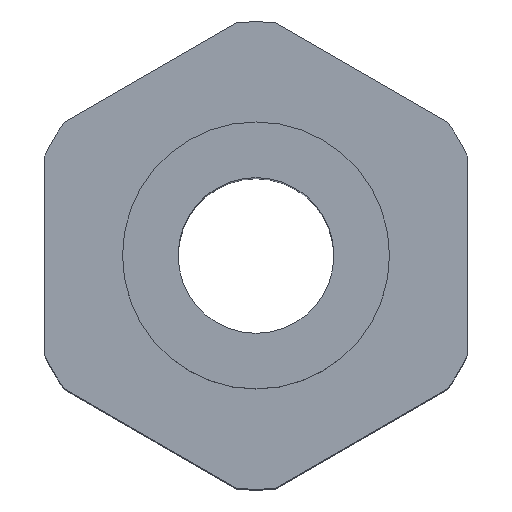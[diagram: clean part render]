
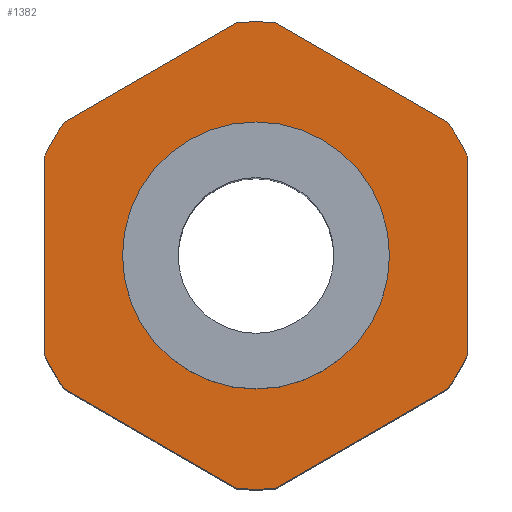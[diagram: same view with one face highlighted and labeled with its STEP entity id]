
A CAD part, top view. The second image highlights one B-rep face of the part: STEP entity #1382.
In plain terms, the highlighted planar face has unit normal (0, 0, 1).
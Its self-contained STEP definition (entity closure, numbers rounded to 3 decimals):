
#3 = CARTESIAN_POINT ( 'NONE',  ( -0.877, 10.463, 5.8 ) ) ;
#15 = FACE_OUTER_BOUND ( 'NONE', #192, .T. ) ;
#20 = EDGE_CURVE ( 'NONE', #149, #420, #659, .T. ) ;
#30 = AXIS2_PLACEMENT_3D ( 'NONE', #1619, #1124, #1158 ) ;
#31 = EDGE_CURVE ( 'NONE', #864, #353, #604, .T. ) ;
#80 = VECTOR ( 'NONE', #1278, 1000. ) ;
#82 = ORIENTED_EDGE ( 'NONE', *, *, #1417, .F. ) ;
#119 = DIRECTION ( 'NONE',  ( 1., 0., 0. ) ) ;
#124 = CARTESIAN_POINT ( 'NONE',  ( 0., -10.97, 5.8 ) ) ;
#127 = CARTESIAN_POINT ( 'NONE',  ( 8.623, 5.991, 5.8 ) ) ;
#149 = VERTEX_POINT ( 'NONE', #784 ) ;
#152 = EDGE_CURVE ( 'NONE', #1031, #482, #664, .T. ) ;
#157 = EDGE_LOOP ( 'NONE', ( #1674, #82 ) ) ;
#164 = AXIS2_PLACEMENT_3D ( 'NONE', #520, #376, #1238 ) ;
#183 = EDGE_CURVE ( 'NONE', #353, #762, #1331, .T. ) ;
#192 = EDGE_LOOP ( 'NONE', ( #208, #667, #492, #1711, #655, #1118, #297, #1502, #238, #869, #1346, #289 ) ) ;
#208 = ORIENTED_EDGE ( 'NONE', *, *, #518, .T. ) ;
#213 = VERTEX_POINT ( 'NONE', #1670 ) ;
#217 = DIRECTION ( 'NONE',  ( 0., 0., 1. ) ) ;
#221 = DIRECTION ( 'NONE',  ( 0., 0., 1. ) ) ;
#238 = ORIENTED_EDGE ( 'NONE', *, *, #31, .T. ) ;
#245 = CARTESIAN_POINT ( 'NONE',  ( 0., 0., 5.8 ) ) ;
#268 = CARTESIAN_POINT ( 'NONE',  ( -9.5, -5.485, 5.8 ) ) ;
#283 = CIRCLE ( 'NONE', #164, 6. ) ;
#289 = ORIENTED_EDGE ( 'NONE', *, *, #617, .T. ) ;
#293 = AXIS2_PLACEMENT_3D ( 'NONE', #837, #301, #683 ) ;
#297 = ORIENTED_EDGE ( 'NONE', *, *, #549, .T. ) ;
#301 = DIRECTION ( 'NONE',  ( 0., 0., 1. ) ) ;
#345 = EDGE_CURVE ( 'NONE', #1163, #446, #283, .T. ) ;
#353 = VERTEX_POINT ( 'NONE', #804 ) ;
#368 = DIRECTION ( 'NONE',  ( 1., 0., 0. ) ) ;
#376 = DIRECTION ( 'NONE',  ( 0., 0., 1. ) ) ;
#379 = VECTOR ( 'NONE', #1156, 1000. ) ;
#382 = DIRECTION ( 'NONE',  ( 0.866, 0.5, 0. ) ) ;
#402 = CARTESIAN_POINT ( 'NONE',  ( 0.877, -10.463, 5.8 ) ) ;
#404 = CARTESIAN_POINT ( 'NONE',  ( 0., 0., 5.8 ) ) ;
#415 = LINE ( 'NONE', #268, #80 ) ;
#419 = DIRECTION ( 'NONE',  ( 0., 1., 0. ) ) ;
#420 = VERTEX_POINT ( 'NONE', #1438 ) ;
#433 = DIRECTION ( 'NONE',  ( 1., 0., 0. ) ) ;
#446 = VERTEX_POINT ( 'NONE', #1301 ) ;
#457 = AXIS2_PLACEMENT_3D ( 'NONE', #404, #627, #433 ) ;
#482 = VERTEX_POINT ( 'NONE', #3 ) ;
#492 = ORIENTED_EDGE ( 'NONE', *, *, #1114, .T. ) ;
#518 = EDGE_CURVE ( 'NONE', #550, #1031, #643, .T. ) ;
#520 = CARTESIAN_POINT ( 'NONE',  ( 0., 0., 5.8 ) ) ;
#549 = EDGE_CURVE ( 'NONE', #1581, #846, #415, .T. ) ;
#550 = VERTEX_POINT ( 'NONE', #127 ) ;
#604 = LINE ( 'NONE', #124, #1509 ) ;
#617 = EDGE_CURVE ( 'NONE', #213, #550, #845, .T. ) ;
#627 = DIRECTION ( 'NONE',  ( 0., 0., 1. ) ) ;
#643 = LINE ( 'NONE', #1856, #754 ) ;
#655 = ORIENTED_EDGE ( 'NONE', *, *, #783, .T. ) ;
#659 = CIRCLE ( 'NONE', #1344, 10.5 ) ;
#664 = CIRCLE ( 'NONE', #722, 10.5 ) ;
#667 = ORIENTED_EDGE ( 'NONE', *, *, #152, .T. ) ;
#683 = DIRECTION ( 'NONE',  ( 1., 0., 0. ) ) ;
#721 = CARTESIAN_POINT ( 'NONE',  ( -8.623, -5.991, 5.8 ) ) ;
#722 = AXIS2_PLACEMENT_3D ( 'NONE', #967, #1029, #1063 ) ;
#754 = VECTOR ( 'NONE', #853, 1000. ) ;
#759 = VECTOR ( 'NONE', #419, 1000. ) ;
#762 = VERTEX_POINT ( 'NONE', #1078 ) ;
#783 = EDGE_CURVE ( 'NONE', #420, #1185, #963, .T. ) ;
#784 = CARTESIAN_POINT ( 'NONE',  ( -8.623, 5.991, 5.8 ) ) ;
#804 = CARTESIAN_POINT ( 'NONE',  ( 8.623, -5.991, 5.8 ) ) ;
#815 = CARTESIAN_POINT ( 'NONE',  ( -9.5, -4.472, 5.8 ) ) ;
#837 = CARTESIAN_POINT ( 'NONE',  ( 0., 0., 5.8 ) ) ;
#845 = CIRCLE ( 'NONE', #849, 10.5 ) ;
#846 = VERTEX_POINT ( 'NONE', #1679 ) ;
#849 = AXIS2_PLACEMENT_3D ( 'NONE', #1374, #221, #368 ) ;
#853 = DIRECTION ( 'NONE',  ( -0.866, 0.5, 0. ) ) ;
#864 = VERTEX_POINT ( 'NONE', #402 ) ;
#869 = ORIENTED_EDGE ( 'NONE', *, *, #183, .T. ) ;
#916 = AXIS2_PLACEMENT_3D ( 'NONE', #1170, #1180, #1203 ) ;
#940 = DIRECTION ( 'NONE',  ( 0., -1., 0. ) ) ;
#952 = EDGE_CURVE ( 'NONE', #762, #213, #1184, .T. ) ;
#963 = LINE ( 'NONE', #1347, #1354 ) ;
#967 = CARTESIAN_POINT ( 'NONE',  ( 0., 0., 5.8 ) ) ;
#985 = CARTESIAN_POINT ( 'NONE',  ( 0.877, 10.463, 5.8 ) ) ;
#1029 = DIRECTION ( 'NONE',  ( 0., 0., 1. ) ) ;
#1031 = VERTEX_POINT ( 'NONE', #985 ) ;
#1063 = DIRECTION ( 'NONE',  ( 1., 0., 0. ) ) ;
#1078 = CARTESIAN_POINT ( 'NONE',  ( 9.5, -4.472, 5.8 ) ) ;
#1114 = EDGE_CURVE ( 'NONE', #482, #149, #1165, .T. ) ;
#1117 = FACE_BOUND ( 'NONE', #157, .T. ) ;
#1118 = ORIENTED_EDGE ( 'NONE', *, *, #1638, .T. ) ;
#1124 = DIRECTION ( 'NONE',  ( 0., 0., 1. ) ) ;
#1156 = DIRECTION ( 'NONE',  ( -0.866, -0.5, 0. ) ) ;
#1158 = DIRECTION ( 'NONE',  ( 1., 0., 0. ) ) ;
#1163 = VERTEX_POINT ( 'NONE', #1511 ) ;
#1165 = LINE ( 'NONE', #1171, #379 ) ;
#1170 = CARTESIAN_POINT ( 'NONE',  ( 0., 0., 5.8 ) ) ;
#1171 = CARTESIAN_POINT ( 'NONE',  ( 0., 10.97, 5.8 ) ) ;
#1180 = DIRECTION ( 'NONE',  ( 0., 0., 1. ) ) ;
#1184 = LINE ( 'NONE', #1287, #759 ) ;
#1185 = VERTEX_POINT ( 'NONE', #815 ) ;
#1203 = DIRECTION ( 'NONE',  ( 1., 0., 0. ) ) ;
#1219 = EDGE_CURVE ( 'NONE', #846, #864, #1669, .T. ) ;
#1238 = DIRECTION ( 'NONE',  ( 1., 0., 0. ) ) ;
#1278 = DIRECTION ( 'NONE',  ( 0.866, -0.5, 0. ) ) ;
#1287 = CARTESIAN_POINT ( 'NONE',  ( 9.5, -5.485, 5.8 ) ) ;
#1301 = CARTESIAN_POINT ( 'NONE',  ( -6., 0., 5.8 ) ) ;
#1331 = CIRCLE ( 'NONE', #916, 10.5 ) ;
#1339 = CIRCLE ( 'NONE', #457, 6. ) ;
#1344 = AXIS2_PLACEMENT_3D ( 'NONE', #245, #217, #119 ) ;
#1346 = ORIENTED_EDGE ( 'NONE', *, *, #952, .T. ) ;
#1347 = CARTESIAN_POINT ( 'NONE',  ( -9.5, 5.485, 5.8 ) ) ;
#1354 = VECTOR ( 'NONE', #940, 1000. ) ;
#1374 = CARTESIAN_POINT ( 'NONE',  ( 0., 0., 5.8 ) ) ;
#1382 = ADVANCED_FACE ( 'NONE', ( #1117, #15 ), #1583, .F. ) ;
#1417 = EDGE_CURVE ( 'NONE', #446, #1163, #1339, .T. ) ;
#1437 = CARTESIAN_POINT ( 'NONE',  ( 0., 6., 5.8 ) ) ;
#1438 = CARTESIAN_POINT ( 'NONE',  ( -9.5, 4.472, 5.8 ) ) ;
#1489 = CIRCLE ( 'NONE', #30, 10.5 ) ;
#1502 = ORIENTED_EDGE ( 'NONE', *, *, #1219, .T. ) ;
#1509 = VECTOR ( 'NONE', #382, 1000. ) ;
#1511 = CARTESIAN_POINT ( 'NONE',  ( 6., 0., 5.8 ) ) ;
#1565 = DIRECTION ( 'NONE',  ( 0., 0., -1. ) ) ;
#1581 = VERTEX_POINT ( 'NONE', #721 ) ;
#1583 = PLANE ( 'NONE',  #1734 ) ;
#1619 = CARTESIAN_POINT ( 'NONE',  ( 0., 0., 5.8 ) ) ;
#1626 = DIRECTION ( 'NONE',  ( -1., 0., 0. ) ) ;
#1638 = EDGE_CURVE ( 'NONE', #1185, #1581, #1489, .T. ) ;
#1669 = CIRCLE ( 'NONE', #293, 10.5 ) ;
#1670 = CARTESIAN_POINT ( 'NONE',  ( 9.5, 4.472, 5.8 ) ) ;
#1674 = ORIENTED_EDGE ( 'NONE', *, *, #345, .F. ) ;
#1679 = CARTESIAN_POINT ( 'NONE',  ( -0.877, -10.463, 5.8 ) ) ;
#1711 = ORIENTED_EDGE ( 'NONE', *, *, #20, .T. ) ;
#1734 = AXIS2_PLACEMENT_3D ( 'NONE', #1437, #1565, #1626 ) ;
#1856 = CARTESIAN_POINT ( 'NONE',  ( 9.5, 5.485, 5.8 ) ) ;
